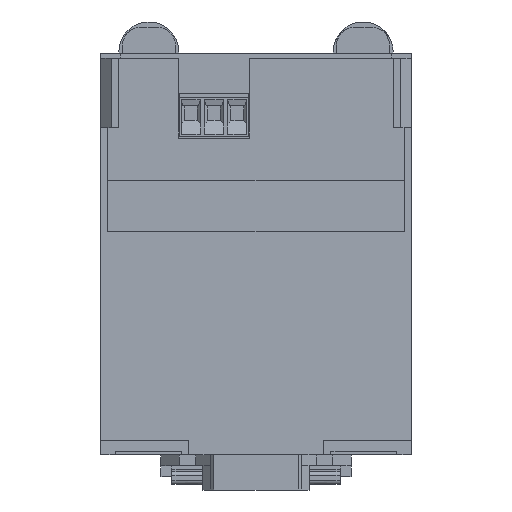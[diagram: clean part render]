
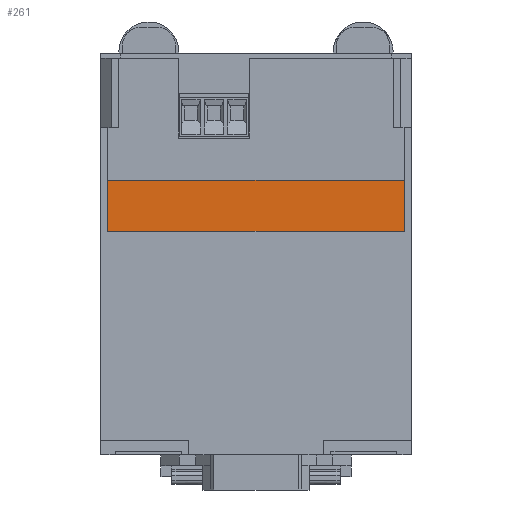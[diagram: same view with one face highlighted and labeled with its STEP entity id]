
A CAD part, front view. The second image highlights one B-rep face of the part: STEP entity #261.
In plain terms, the highlighted free-form (B-spline) face has degree [1, 1] with [2, 2] control points.
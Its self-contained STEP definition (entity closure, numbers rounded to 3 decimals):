
#261=ADVANCED_FACE('',(#541),#10518,.T.);
#541=FACE_OUTER_BOUND('',#831,.T.);
#831=EDGE_LOOP('',(#2232,#2233,#2234,#2235));
#2232=ORIENTED_EDGE('',*,*,#6967,.F.);
#2233=ORIENTED_EDGE('',*,*,#7450,.T.);
#2234=ORIENTED_EDGE('',*,*,#7434,.F.);
#2235=ORIENTED_EDGE('',*,*,#7102,.F.);
#2985=PCURVE('',#10368,#4597);
#3186=PCURVE('',#10400,#4798);
#3898=PCURVE('',#10503,#5510);
#3984=PCURVE('',#10518,#5596);
#3985=PCURVE('',#10518,#5597);
#3986=PCURVE('',#10518,#5598);
#3987=PCURVE('',#10518,#5599);
#4090=PCURVE('',#10531,#5702);
#4597=DEFINITIONAL_REPRESENTATION('',(#8073),#17937);
#4798=DEFINITIONAL_REPRESENTATION('',(#8396),#17937);
#5510=DEFINITIONAL_REPRESENTATION('',(#9373),#17937);
#5596=DEFINITIONAL_REPRESENTATION('',(#9474),#17937);
#5597=DEFINITIONAL_REPRESENTATION('',(#9476),#17937);
#5598=DEFINITIONAL_REPRESENTATION('',(#9477),#17937);
#5599=DEFINITIONAL_REPRESENTATION('',(#9478),#17937);
#5702=DEFINITIONAL_REPRESENTATION('',(#9586),#17937);
#6161=SURFACE_CURVE('',#8072,(#2985,#3984),.PCURVE_S1.);
#6296=SURFACE_CURVE('',#8395,(#3186,#3987),.PCURVE_S1.);
#6628=SURFACE_CURVE('',#9372,(#3898,#3986),.PCURVE_S1.);
#6644=SURFACE_CURVE('',#9475,(#3985,#4090),.PCURVE_S1.);
#6967=EDGE_CURVE('',#10009,#10006,#6161,.T.);
#7102=EDGE_CURVE('',#10006,#10106,#6296,.T.);
#7434=EDGE_CURVE('',#10106,#10275,#6628,.T.);
#7450=EDGE_CURVE('',#10009,#10275,#6644,.T.);
#8072=B_SPLINE_CURVE_WITH_KNOTS('',1,(#14156,#14157),.UNSPECIFIED.,.F.,
 .F.,(2,2),(0.,81.),.UNSPECIFIED.);
#8073=B_SPLINE_CURVE_WITH_KNOTS('',1,(#14158,#14159),.UNSPECIFIED.,.F.,
 .F.,(2,2),(0.,81.),.UNSPECIFIED.);
#8395=B_SPLINE_CURVE_WITH_KNOTS('',1,(#14863,#14864),.UNSPECIFIED.,.F.,
 .F.,(2,2),(0.,14.),.UNSPECIFIED.);
#8396=B_SPLINE_CURVE_WITH_KNOTS('',1,(#14865,#14866),.UNSPECIFIED.,.F.,
 .F.,(2,2),(0.,14.),.UNSPECIFIED.);
#9372=B_SPLINE_CURVE_WITH_KNOTS('',1,(#17120,#17121),.UNSPECIFIED.,.F.,
 .F.,(2,2),(0.,81.),.UNSPECIFIED.);
#9373=B_SPLINE_CURVE_WITH_KNOTS('',1,(#17122,#17123),.UNSPECIFIED.,.F.,
 .F.,(2,2),(0.,81.),.UNSPECIFIED.);
#9474=B_SPLINE_CURVE_WITH_KNOTS('',1,(#17324,#17325),.UNSPECIFIED.,.F.,
 .F.,(2,2),(0.,81.),.UNSPECIFIED.);
#9475=B_SPLINE_CURVE_WITH_KNOTS('',1,(#17326,#17327),.UNSPECIFIED.,.F.,
 .F.,(2,2),(0.,14.),.UNSPECIFIED.);
#9476=B_SPLINE_CURVE_WITH_KNOTS('',1,(#17328,#17329),.UNSPECIFIED.,.F.,
 .F.,(2,2),(0.,14.),.UNSPECIFIED.);
#9477=B_SPLINE_CURVE_WITH_KNOTS('',1,(#17330,#17331),.UNSPECIFIED.,.F.,
 .F.,(2,2),(0.,81.),.UNSPECIFIED.);
#9478=B_SPLINE_CURVE_WITH_KNOTS('',1,(#17332,#17333),.UNSPECIFIED.,.F.,
 .F.,(2,2),(0.,14.),.UNSPECIFIED.);
#9586=B_SPLINE_CURVE_WITH_KNOTS('',1,(#17598,#17599),.UNSPECIFIED.,.F.,
 .F.,(2,2),(0.,14.),.UNSPECIFIED.);
#10006=VERTEX_POINT('',#12492);
#10009=VERTEX_POINT('',#12495);
#10106=VERTEX_POINT('',#12592);
#10275=VERTEX_POINT('',#12761);
#10368=B_SPLINE_SURFACE_WITH_KNOTS('',1,1,((#11030,#11031),(#11032,#11033)),
 .UNSPECIFIED.,.F.,.F.,.F.,(2,2),(2,2),(-0.612,0.612),
(-48.612,48.612),.UNSPECIFIED.);
#10400=B_SPLINE_SURFACE_WITH_KNOTS('',1,1,((#11248,#11249),(#11250,#11251)),
 .UNSPECIFIED.,.F.,.F.,.F.,(2,2),(2,2),(-14.712,14.712),(-17.022,
17.022),.UNSPECIFIED.);
#10503=B_SPLINE_SURFACE_WITH_KNOTS('',1,1,((#11876,#11877),(#11878,#11879)),
 .UNSPECIFIED.,.F.,.F.,.F.,(2,2),(2,2),(-14.112,14.112),(-48.612,
48.612),.UNSPECIFIED.);
#10518=B_SPLINE_SURFACE_WITH_KNOTS('',1,1,((#11972,#11973),(#11974,#11975)),
 .UNSPECIFIED.,.F.,.F.,.F.,(2,2),(2,2),(-48.612,48.612),(-8.412,
8.412),.UNSPECIFIED.);
#10531=B_SPLINE_SURFACE_WITH_KNOTS('',1,1,((#12078,#12079),(#12080,#12081)),
 .UNSPECIFIED.,.F.,.F.,.F.,(2,2),(2,2),(-17.022,17.022),(-14.712,14.712),
 .UNSPECIFIED.);
#11030=CARTESIAN_POINT('',(249.846,-194.095,78.191));
#11031=CARTESIAN_POINT('',(347.07,-194.095,78.191));
#11032=CARTESIAN_POINT('',(249.846,-192.871,78.191));
#11033=CARTESIAN_POINT('',(347.07,-192.871,78.191));
#11248=CARTESIAN_POINT('',(257.958,-190.521,75.344));
#11249=CARTESIAN_POINT('',(257.958,-190.521,109.388));
#11250=CARTESIAN_POINT('',(257.958,-219.945,75.344));
#11251=CARTESIAN_POINT('',(257.958,-219.945,109.388));
#11876=CARTESIAN_POINT('',(249.846,-219.845,92.191));
#11877=CARTESIAN_POINT('',(347.07,-219.845,92.191));
#11878=CARTESIAN_POINT('',(249.846,-191.621,92.191));
#11879=CARTESIAN_POINT('',(347.07,-191.621,92.191));
#11972=CARTESIAN_POINT('',(249.846,-193.983,76.779));
#11973=CARTESIAN_POINT('',(249.846,-193.983,93.603));
#11974=CARTESIAN_POINT('',(347.07,-193.983,76.779));
#11975=CARTESIAN_POINT('',(347.07,-193.983,93.603));
#12078=CARTESIAN_POINT('',(338.958,-190.521,75.344));
#12079=CARTESIAN_POINT('',(338.958,-219.945,75.344));
#12080=CARTESIAN_POINT('',(338.958,-190.521,109.388));
#12081=CARTESIAN_POINT('',(338.958,-219.945,109.388));
#12492=CARTESIAN_POINT('',(257.958,-193.983,78.191));
#12495=CARTESIAN_POINT('',(338.958,-193.983,78.191));
#12592=CARTESIAN_POINT('',(257.958,-193.983,92.191));
#12761=CARTESIAN_POINT('',(338.958,-193.983,92.191));
#14156=CARTESIAN_POINT('',(338.958,-193.983,78.191));
#14157=CARTESIAN_POINT('',(257.958,-193.983,78.191));
#14158=CARTESIAN_POINT('',(-0.5,40.5));
#14159=CARTESIAN_POINT('',(-0.5,-40.5));
#14863=CARTESIAN_POINT('',(257.958,-193.983,78.191));
#14864=CARTESIAN_POINT('',(257.958,-193.983,92.191));
#14865=CARTESIAN_POINT('',(-11.25,-14.175));
#14866=CARTESIAN_POINT('',(-11.25,-0.175));
#17120=CARTESIAN_POINT('',(257.958,-193.983,92.191));
#17121=CARTESIAN_POINT('',(338.958,-193.983,92.191));
#17122=CARTESIAN_POINT('',(11.75,-40.5));
#17123=CARTESIAN_POINT('',(11.75,40.5));
#17324=CARTESIAN_POINT('',(40.5,-7.));
#17325=CARTESIAN_POINT('',(-40.5,-7.));
#17326=CARTESIAN_POINT('',(338.958,-193.983,78.191));
#17327=CARTESIAN_POINT('',(338.958,-193.983,92.191));
#17328=CARTESIAN_POINT('',(40.5,-7.));
#17329=CARTESIAN_POINT('',(40.5,7.));
#17330=CARTESIAN_POINT('',(-40.5,7.));
#17331=CARTESIAN_POINT('',(40.5,7.));
#17332=CARTESIAN_POINT('',(-40.5,-7.));
#17333=CARTESIAN_POINT('',(-40.5,7.));
#17598=CARTESIAN_POINT('',(-14.175,-11.25));
#17599=CARTESIAN_POINT('',(-0.175,-11.25));
#17937=(
GEOMETRIC_REPRESENTATION_CONTEXT(2)
PARAMETRIC_REPRESENTATION_CONTEXT()
REPRESENTATION_CONTEXT('pspace','')
);
